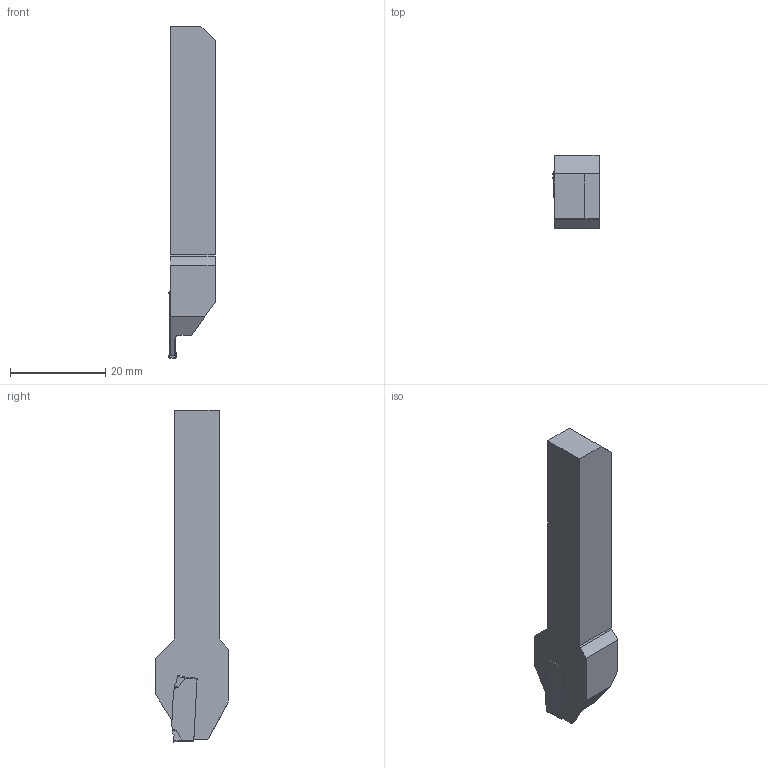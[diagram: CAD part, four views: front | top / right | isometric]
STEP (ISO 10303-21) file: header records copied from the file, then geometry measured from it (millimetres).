
FILE_DESCRIPTION(/* description */ (''),/* implementation_level */ '2;1');
FILE_NAME(/* name */ '1555044010228.stp',/* time_stamp */ '2019-04-12T10:10:38+06:00',/* author */ (''),/* organization */ ('SMS'),/* preprocessor_version */ 'ST-DEVELOPER v15',/* originating_system */ 'SIEMENS PLM Software NX 8.5',/* authorisation */ '');
FILE_SCHEMA (('AUTOMOTIVE_DESIGN { 1 0 10303 214 3 1 1 1 }'));
Length unit declared in the file: millimetre
Products named in the file (4): ASSEMBLY_CONSTRUCTION; 201539459mod000_00; 201746864mod000_00; 201746860mod000_00
Assembly tree (3 placements, depth 2):
  201746860mod000_00
    201746864mod000_00
    201539459mod000_00
    ASSEMBLY_CONSTRUCTION
Bounding box: 9.73 x 15.45 x 69.85 mm (x, y, z)
Volume: 5991.9 mm3; surface area: 2921.3 mm2
Topology: 2 solids, 2 shells, 94 faces, 264 edges, 181 vertices
Faces by surface type: plane 57, extrusion 24, cylinder 12, torus 1
Entity records: 3805 total; most frequent: CARTESIAN_POINT 1324, ORIENTED_EDGE 526, DIRECTION 401, EDGE_CURVE 263, VECTOR 209, LINE 185, VERTEX_POINT 173, AXIS2_PLACEMENT_3D 96
